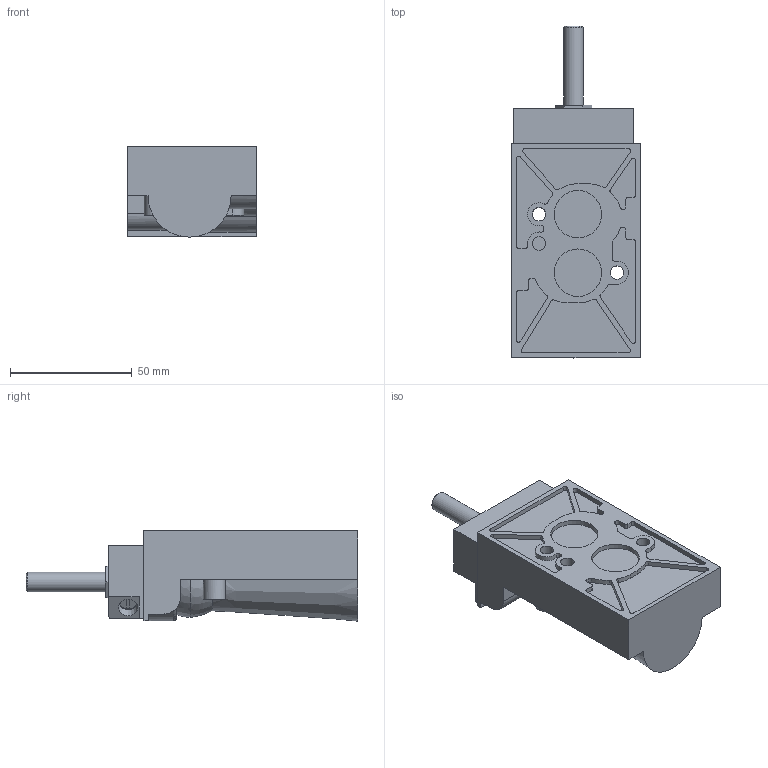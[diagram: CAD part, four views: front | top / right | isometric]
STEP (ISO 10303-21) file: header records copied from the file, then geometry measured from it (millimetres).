
FILE_DESCRIPTION(/* description */ ('STEP AP214'),/* implementation_level */ '2;1');
FILE_NAME(/* name */ '535987_NVF3-MOH-5_2-K-1_4-EX',/* time_stamp */ '2024-09-13T09:40:35+02:00',/* author */ ('License CC BY-ND 4.0'),/* organization */ ('CADENAS'),/* preprocessor_version */ 'ST-DEVELOPER v19.3',/* originating_system */ 'PARTsolutions',/* authorisation */ ' ');
FILE_SCHEMA (('AUTOMOTIVE_DESIGN {1 0 10303 214 3 1 1}'));
Length unit declared in the file: millimetre
Products named in the file (2): 535987 NVF3-MOH-5/2-K-1/4-EX; 535987 NVF3-MOH-5/2-K-1/4-EX---(P)
Assembly tree (1 placements, depth 2):
  535987 NVF3-MOH-5/2-K-1/4-EX
    535987 NVF3-MOH-5/2-K-1/4-EX---(P)
Bounding box: 53 x 136.4 x 37.07 mm (x, y, z)
Volume: 145200.4 mm3; surface area: 27285.8 mm2
Topology: 1 solids, 1 shells, 192 faces, 504 edges, 333 vertices
Faces by surface type: plane 100, cylinder 74, cone 13, torus 5
Full cylindrical faces by diameter (mm): 4.134 x1, 5.5 x3, 6.5 x2, 7.4 x2, 7.5 x1, 8 x1, 11.445 x3, 19.5 x2
Entity records: 5835 total; most frequent: CARTESIAN_POINT 1101, DIRECTION 992, ORIENTED_EDGE 928, EDGE_CURVE 464, AXIS2_PLACEMENT_3D 361, VERTEX_POINT 326, LINE 270, VECTOR 270
